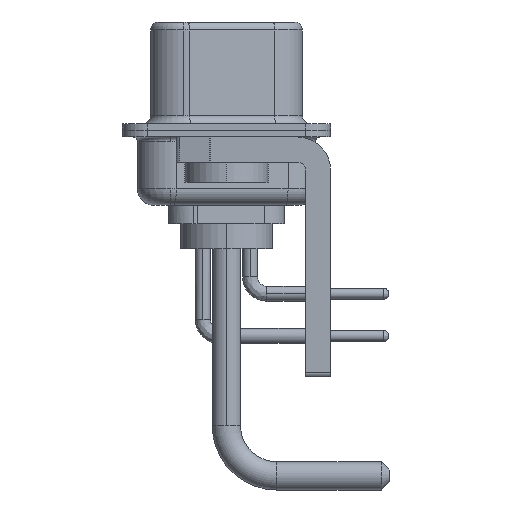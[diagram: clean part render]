
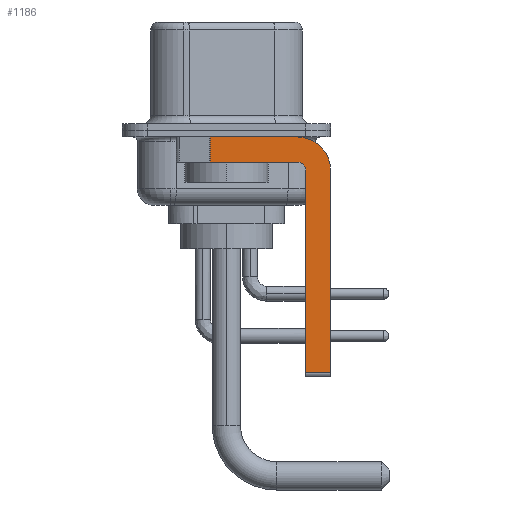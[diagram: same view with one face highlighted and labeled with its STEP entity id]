
A CAD part, left-side view. The second image highlights one B-rep face of the part: STEP entity #1186.
In plain terms, the highlighted planar face has unit normal (-1, 0, 0).
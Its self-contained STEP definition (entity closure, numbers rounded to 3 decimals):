
#125 = AXIS2_PLACEMENT_3D ( 'NONE', #24346, #1991, #4203 ) ;
#173 = DIRECTION ( 'NONE',  ( 0., 0., 1. ) ) ;
#1186 = ADVANCED_FACE ( 'NONE', ( #11200 ), #15293, .F. ) ;
#1759 = AXIS2_PLACEMENT_3D ( 'NONE', #2437, #15880, #20248 ) ;
#1788 = VECTOR ( 'NONE', #7299, 1000. ) ;
#1991 = DIRECTION ( 'NONE',  ( 1., 0., 0. ) ) ;
#2437 = CARTESIAN_POINT ( 'NONE',  ( -2.9, -4.25, -2.4 ) ) ;
#2590 = EDGE_CURVE ( 'NONE', #5639, #11960, #19017, .T. ) ;
#2778 = CARTESIAN_POINT ( 'NONE',  ( -2.9, -4.25, -1.9 ) ) ;
#3615 = EDGE_CURVE ( 'NONE', #11423, #22726, #4562, .T. ) ;
#3878 = ORIENTED_EDGE ( 'NONE', *, *, #21249, .F. ) ;
#4059 = CARTESIAN_POINT ( 'NONE',  ( -2.9, 0.978, -0.4 ) ) ;
#4066 = EDGE_CURVE ( 'NONE', #12116, #22119, #4928, .T. ) ;
#4203 = DIRECTION ( 'NONE',  ( 0., 0., -1. ) ) ;
#4562 = CIRCLE ( 'NONE', #21826, 0.5 ) ;
#4928 = LINE ( 'NONE', #12081, #6460 ) ;
#5329 = LINE ( 'NONE', #25212, #13409 ) ;
#5639 = VERTEX_POINT ( 'NONE', #10000 ) ;
#5641 = CARTESIAN_POINT ( 'NONE',  ( -2.9, -4.75, -14.8 ) ) ;
#6073 = CARTESIAN_POINT ( 'NONE',  ( -2.9, -4.25, -1.9 ) ) ;
#6460 = VECTOR ( 'NONE', #24796, 1000. ) ;
#7183 = CARTESIAN_POINT ( 'NONE',  ( -2.9, -4.25, -2.4 ) ) ;
#7299 = DIRECTION ( 'NONE',  ( 0., 1., 0. ) ) ;
#9468 = CARTESIAN_POINT ( 'NONE',  ( -2.9, -6.25, -2.4 ) ) ;
#9495 = VERTEX_POINT ( 'NONE', #21017 ) ;
#9634 = VERTEX_POINT ( 'NONE', #4059 ) ;
#10000 = CARTESIAN_POINT ( 'NONE',  ( -2.9, -4.25, -0.4 ) ) ;
#10140 = DIRECTION ( 'NONE',  ( 0., 0., -1. ) ) ;
#10144 = EDGE_LOOP ( 'NONE', ( #3878, #16003, #28707, #25208, #25222, #19979, #19622, #13054 ) ) ;
#10296 = LINE ( 'NONE', #19332, #17574 ) ;
#10728 = EDGE_CURVE ( 'NONE', #9634, #9495, #5329, .T. ) ;
#11200 = FACE_OUTER_BOUND ( 'NONE', #10144, .T. ) ;
#11423 = VERTEX_POINT ( 'NONE', #22369 ) ;
#11960 = VERTEX_POINT ( 'NONE', #9468 ) ;
#12081 = CARTESIAN_POINT ( 'NONE',  ( -2.9, -4.25, -14.55 ) ) ;
#12116 = VERTEX_POINT ( 'NONE', #17567 ) ;
#13054 = ORIENTED_EDGE ( 'NONE', *, *, #2590, .F. ) ;
#13158 = LINE ( 'NONE', #26446, #14913 ) ;
#13409 = VECTOR ( 'NONE', #10140, 1000. ) ;
#14537 = DIRECTION ( 'NONE',  ( 0., 0., 1. ) ) ;
#14669 = DIRECTION ( 'NONE',  ( 0., -1., 0. ) ) ;
#14913 = VECTOR ( 'NONE', #24696, 1000. ) ;
#15293 = PLANE ( 'NONE',  #125 ) ;
#15499 = EDGE_CURVE ( 'NONE', #22726, #9495, #27295, .T. ) ;
#15880 = DIRECTION ( 'NONE',  ( 1., 0., 0. ) ) ;
#16003 = ORIENTED_EDGE ( 'NONE', *, *, #10728, .T. ) ;
#16297 = EDGE_CURVE ( 'NONE', #11960, #22119, #13158, .T. ) ;
#17567 = CARTESIAN_POINT ( 'NONE',  ( -2.9, -4.75, -14.55 ) ) ;
#17574 = VECTOR ( 'NONE', #14669, 1000. ) ;
#19017 = CIRCLE ( 'NONE', #1759, 2. ) ;
#19332 = CARTESIAN_POINT ( 'NONE',  ( -2.9, 3., -0.4 ) ) ;
#19622 = ORIENTED_EDGE ( 'NONE', *, *, #16297, .F. ) ;
#19979 = ORIENTED_EDGE ( 'NONE', *, *, #4066, .T. ) ;
#20181 = DIRECTION ( 'NONE',  ( -1., 0., 0. ) ) ;
#20248 = DIRECTION ( 'NONE',  ( 0., 0., -1. ) ) ;
#21017 = CARTESIAN_POINT ( 'NONE',  ( -2.9, 0.978, -1.9 ) ) ;
#21249 = EDGE_CURVE ( 'NONE', #9634, #5639, #10296, .T. ) ;
#21826 = AXIS2_PLACEMENT_3D ( 'NONE', #7183, #20181, #173 ) ;
#22119 = VERTEX_POINT ( 'NONE', #23908 ) ;
#22369 = CARTESIAN_POINT ( 'NONE',  ( -2.9, -4.75, -2.4 ) ) ;
#22726 = VERTEX_POINT ( 'NONE', #6073 ) ;
#23616 = VECTOR ( 'NONE', #14537, 1000. ) ;
#23908 = CARTESIAN_POINT ( 'NONE',  ( -2.9, -6.25, -14.55 ) ) ;
#24346 = CARTESIAN_POINT ( 'NONE',  ( -2.9, -4.25, -2.4 ) ) ;
#24696 = DIRECTION ( 'NONE',  ( 0., 0., -1. ) ) ;
#24796 = DIRECTION ( 'NONE',  ( 0., -1., 0. ) ) ;
#25208 = ORIENTED_EDGE ( 'NONE', *, *, #3615, .F. ) ;
#25212 = CARTESIAN_POINT ( 'NONE',  ( -2.9, 0.978, -1.9 ) ) ;
#25222 = ORIENTED_EDGE ( 'NONE', *, *, #28052, .F. ) ;
#25653 = LINE ( 'NONE', #5641, #23616 ) ;
#26446 = CARTESIAN_POINT ( 'NONE',  ( -2.9, -6.25, -2.4 ) ) ;
#27295 = LINE ( 'NONE', #2778, #1788 ) ;
#28052 = EDGE_CURVE ( 'NONE', #12116, #11423, #25653, .T. ) ;
#28707 = ORIENTED_EDGE ( 'NONE', *, *, #15499, .F. ) ;
